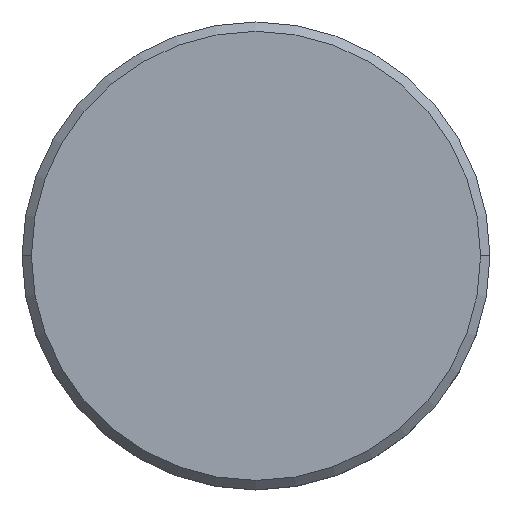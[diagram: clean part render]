
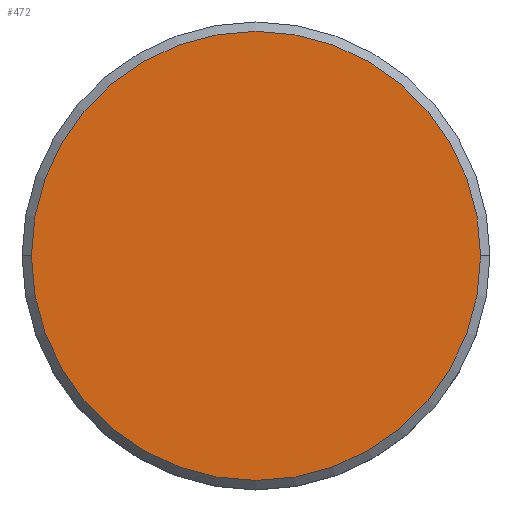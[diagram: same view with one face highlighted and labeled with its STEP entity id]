
A CAD part, top view. The second image highlights one B-rep face of the part: STEP entity #472.
In plain terms, the highlighted planar face has unit normal (0, 0, 1).
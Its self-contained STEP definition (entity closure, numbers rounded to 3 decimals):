
#63 = CARTESIAN_POINT ( 'NONE',  ( -12., 0., 0. ) ) ;
#109 = CARTESIAN_POINT ( 'NONE',  ( 0., 0., 0. ) ) ;
#123 = DIRECTION ( 'NONE',  ( 1., 0., 0. ) ) ;
#152 = CARTESIAN_POINT ( 'NONE',  ( 0., 0., 0. ) ) ;
#172 = AXIS2_PLACEMENT_3D ( 'NONE', #404, #1131, #123 ) ;
#206 = AXIS2_PLACEMENT_3D ( 'NONE', #109, #1027, #576 ) ;
#213 = PLANE ( 'NONE',  #206 ) ;
#349 = EDGE_LOOP ( 'NONE', ( #403, #957 ) ) ;
#403 = ORIENTED_EDGE ( 'NONE', *, *, #983, .T. ) ;
#404 = CARTESIAN_POINT ( 'NONE',  ( 0., 0., 0. ) ) ;
#429 = AXIS2_PLACEMENT_3D ( 'NONE', #152, #860, #677 ) ;
#472 = ADVANCED_FACE ( 'NONE', ( #840 ), #213, .T. ) ;
#576 = DIRECTION ( 'NONE',  ( 1., 0., 0. ) ) ;
#597 = EDGE_CURVE ( 'NONE', #969, #1068, #945, .T. ) ;
#677 = DIRECTION ( 'NONE',  ( 1., 0., 0. ) ) ;
#840 = FACE_OUTER_BOUND ( 'NONE', #349, .T. ) ;
#860 = DIRECTION ( 'NONE',  ( 0., 0., 1. ) ) ;
#945 = CIRCLE ( 'NONE', #429, 12. ) ;
#957 = ORIENTED_EDGE ( 'NONE', *, *, #597, .T. ) ;
#969 = VERTEX_POINT ( 'NONE', #971 ) ;
#971 = CARTESIAN_POINT ( 'NONE',  ( 12., 0., 0. ) ) ;
#983 = EDGE_CURVE ( 'NONE', #1068, #969, #1081, .T. ) ;
#1027 = DIRECTION ( 'NONE',  ( 0., 0., 1. ) ) ;
#1068 = VERTEX_POINT ( 'NONE', #63 ) ;
#1081 = CIRCLE ( 'NONE', #172, 12. ) ;
#1131 = DIRECTION ( 'NONE',  ( 0., 0., 1. ) ) ;
